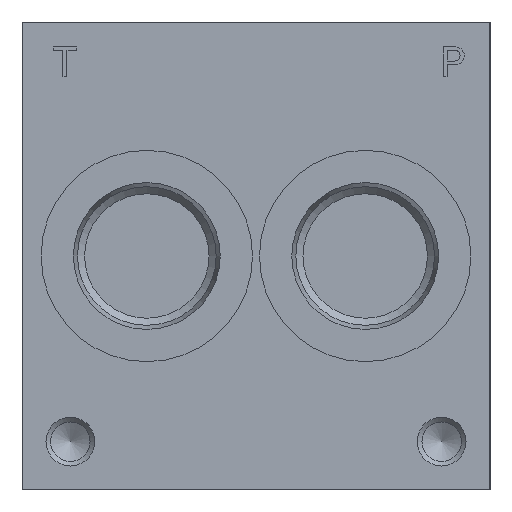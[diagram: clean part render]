
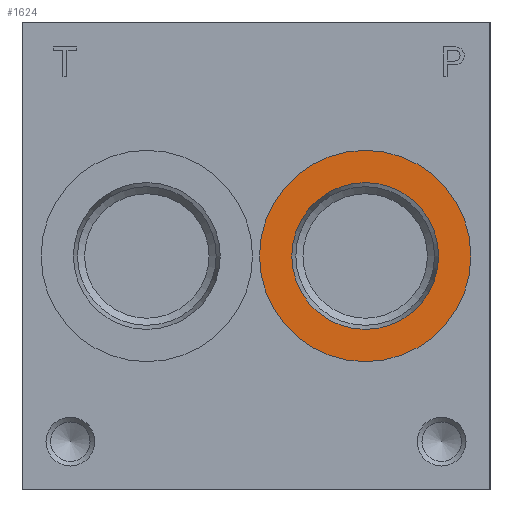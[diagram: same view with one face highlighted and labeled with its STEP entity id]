
A CAD part, left-side view. The second image highlights one B-rep face of the part: STEP entity #1624.
In plain terms, the highlighted planar face has unit normal (-1, 0, 0).
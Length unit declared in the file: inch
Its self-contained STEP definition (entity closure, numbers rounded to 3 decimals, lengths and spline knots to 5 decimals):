
#1624 = ADVANCED_FACE( '', ( #3651, #3652 ), #3653, .T. );
#3651 = FACE_BOUND( '', #5855, .T. );
#3652 = FACE_OUTER_BOUND( '', #5856, .T. );
#3653 = PLANE( '', #5857 );
#5855 = EDGE_LOOP( '', ( #10316 ) );
#5856 = EDGE_LOOP( '', ( #10317 ) );
#5857 = AXIS2_PLACEMENT_3D( '', #10318, #10319, #10320 );
#10316 = ORIENTED_EDGE( '', *, *, #12376, .T. );
#10317 = ORIENTED_EDGE( '', *, *, #12801, .F. );
#10318 = CARTESIAN_POINT( '', ( 0.031, 1.4775, 1.5 ) );
#10319 = DIRECTION( '', ( -1., 0., 0. ) );
#10320 = DIRECTION( '', ( 0., 0., 1. ) );
#12376 = EDGE_CURVE( '', #14962, #14962, #14963, .T. );
#12801 = EDGE_CURVE( '', #15520, #15520, #15521, .T. );
#14962 = VERTEX_POINT( '', #18330 );
#14963 = CIRCLE( '', #18331, 0.4705 );
#15520 = VERTEX_POINT( '', #19092 );
#15521 = CIRCLE( '', #19093, 0.6775 );
#18330 = CARTESIAN_POINT( '', ( 0.031, 0.8, 1.0295 ) );
#18331 = AXIS2_PLACEMENT_3D( '', #20986, #20987, #20988 );
#19092 = CARTESIAN_POINT( '', ( 0.031, 0.8, 0.8225 ) );
#19093 = AXIS2_PLACEMENT_3D( '', #21402, #21403, #21404 );
#20986 = CARTESIAN_POINT( '', ( 0.031, 0.8, 1.5 ) );
#20987 = DIRECTION( '', ( 1., 0., 0. ) );
#20988 = DIRECTION( '', ( 0., 0., -1. ) );
#21402 = CARTESIAN_POINT( '', ( 0.031, 0.8, 1.5 ) );
#21403 = DIRECTION( '', ( 1., 0., 0. ) );
#21404 = DIRECTION( '', ( 0., 0., -1. ) );
